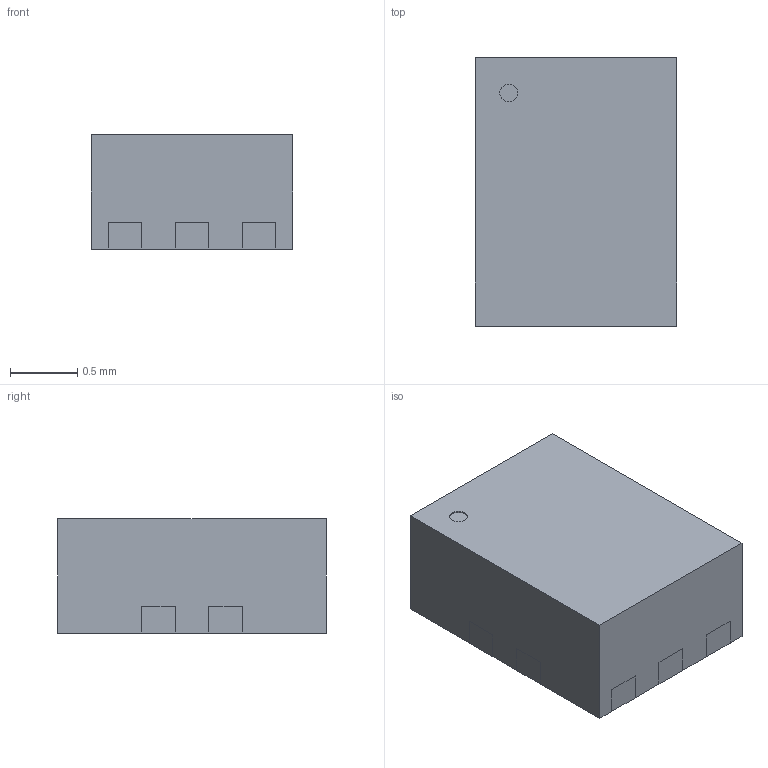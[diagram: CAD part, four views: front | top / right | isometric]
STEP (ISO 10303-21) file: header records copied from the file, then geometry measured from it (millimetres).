
FILE_DESCRIPTION (( 'STEP AP214' ), '1' );
FILE_NAME ('MP5016.STEP', '2022-11-04T08:50:20', ( '' ), ( '' ), 'SwSTEP 2.0', 'SolidWorks 2017', '' );
FILE_SCHEMA (( 'AUTOMOTIVE_DESIGN' ));
Length unit declared in the file: millimetre
Products named in the file (1): MP5016
Bounding box: 1.5 x 2 x 0.85 mm (x, y, z)
Volume: 2.5 mm3; surface area: 21.3 mm2
Topology: 9 solids, 9 shells, 343 faces, 972 edges, 648 vertices
Faces by surface type: plane 241, cylinder 102
Entity records: 11207 total; most frequent: CARTESIAN_POINT 1964, ORIENTED_EDGE 1944, DIRECTION 1864, EDGE_CURVE 972, LINE 768, VECTOR 768, VERTEX_POINT 648, AXIS2_PLACEMENT_3D 548
